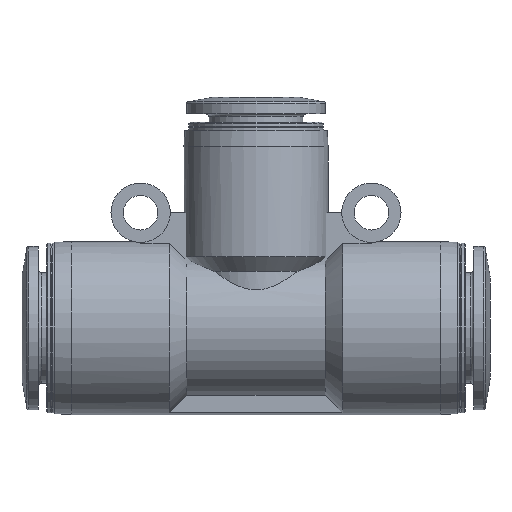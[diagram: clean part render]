
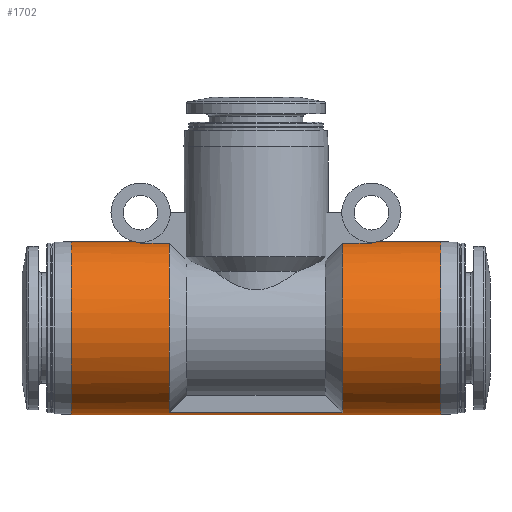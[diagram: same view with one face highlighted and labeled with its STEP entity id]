
A CAD part, front view. The second image highlights one B-rep face of the part: STEP entity #1702.
In plain terms, the highlighted cylindrical face has radius 10.5 mm (diameter 21 mm), a full revolution.
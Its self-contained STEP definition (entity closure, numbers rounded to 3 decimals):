
#66=LINE('',#2406,#96);
#72=LINE('',#2427,#102);
#76=LINE('',#2447,#106);
#77=LINE('',#2464,#107);
#84=LINE('',#2525,#114);
#85=LINE('',#2541,#115);
#96=VECTOR('',#1981,1000.);
#102=VECTOR('',#1993,1000.);
#106=VECTOR('',#2001,1000.);
#107=VECTOR('',#2004,1000.);
#114=VECTOR('',#2043,1000.);
#115=VECTOR('',#2050,1000.);
#135=B_SPLINE_CURVE_WITH_KNOTS('',3,(#2530,#2531,#2532,#2533,#2534,#2535,
#2536,#2537,#2538),.UNSPECIFIED.,.F.,.F.,(4,1,1,1,1,1,4),(0.002,
0.002,0.003,0.004,0.005,
0.005,0.005),.UNSPECIFIED.);
#136=B_SPLINE_CURVE_WITH_KNOTS('',3,(#2542,#2543,#2544,#2545,#2546,#2547,
#2548,#2549,#2550),.UNSPECIFIED.,.F.,.F.,(4,1,1,1,1,1,4),(0.005,
0.006,0.006,0.007,0.008,
0.009,0.009),.UNSPECIFIED.);
#142=CYLINDRICAL_SURFACE('',#1810,10.5);
#241=ORIENTED_EDGE('',*,*,#497,.F.);
#242=ORIENTED_EDGE('',*,*,#498,.F.);
#243=ORIENTED_EDGE('',*,*,#499,.T.);
#244=ORIENTED_EDGE('',*,*,#466,.T.);
#245=ORIENTED_EDGE('',*,*,#500,.F.);
#246=ORIENTED_EDGE('',*,*,#501,.F.);
#247=ORIENTED_EDGE('',*,*,#502,.F.);
#248=ORIENTED_EDGE('',*,*,#477,.F.);
#249=ORIENTED_EDGE('',*,*,#490,.T.);
#250=ORIENTED_EDGE('',*,*,#503,.T.);
#251=ORIENTED_EDGE('',*,*,#482,.F.);
#252=ORIENTED_EDGE('',*,*,#473,.F.);
#253=ORIENTED_EDGE('',*,*,#496,.F.);
#254=ORIENTED_EDGE('',*,*,#504,.F.);
#255=ORIENTED_EDGE('',*,*,#494,.F.);
#256=ORIENTED_EDGE('',*,*,#457,.T.);
#257=ORIENTED_EDGE('',*,*,#505,.F.);
#258=ORIENTED_EDGE('',*,*,#506,.T.);
#457=EDGE_CURVE('',#593,#592,#66,.T.);
#466=EDGE_CURVE('',#601,#600,#72,.T.);
#473=EDGE_CURVE('',#606,#607,#76,.T.);
#477=EDGE_CURVE('',#609,#610,#77,.T.);
#482=EDGE_CURVE('',#607,#612,#693,.T.);
#490=EDGE_CURVE('',#609,#617,#696,.T.);
#494=EDGE_CURVE('',#593,#618,#698,.T.);
#496=EDGE_CURVE('',#619,#606,#699,.T.);
#497=EDGE_CURVE('',#620,#592,#700,.T.);
#498=EDGE_CURVE('',#621,#620,#84,.T.);
#499=EDGE_CURVE('',#621,#601,#701,.T.);
#500=EDGE_CURVE('',#622,#600,#702,.T.);
#501=EDGE_CURVE('',#623,#622,#135,.T.);
#502=EDGE_CURVE('',#610,#623,#703,.T.);
#503=EDGE_CURVE('',#617,#612,#85,.T.);
#504=EDGE_CURVE('',#618,#619,#136,.T.);
#505=EDGE_CURVE('',#624,#624,#704,.T.);
#506=EDGE_CURVE('',#625,#625,#705,.T.);
#592=VERTEX_POINT('',#2405);
#593=VERTEX_POINT('',#2407);
#600=VERTEX_POINT('',#2426);
#601=VERTEX_POINT('',#2428);
#606=VERTEX_POINT('',#2446);
#607=VERTEX_POINT('',#2448);
#609=VERTEX_POINT('',#2463);
#610=VERTEX_POINT('',#2465);
#612=VERTEX_POINT('',#2475);
#617=VERTEX_POINT('',#2509);
#618=VERTEX_POINT('',#2516);
#619=VERTEX_POINT('',#2520);
#620=VERTEX_POINT('',#2524);
#621=VERTEX_POINT('',#2526);
#622=VERTEX_POINT('',#2529);
#623=VERTEX_POINT('',#2539);
#624=VERTEX_POINT('',#2552);
#625=VERTEX_POINT('',#2554);
#693=CIRCLE('',#1798,10.5);
#696=CIRCLE('',#1803,10.5);
#698=CIRCLE('',#1807,10.5);
#699=CIRCLE('',#1809,10.5);
#700=CIRCLE('',#1811,10.5);
#701=CIRCLE('',#1812,10.5);
#702=CIRCLE('',#1813,10.5);
#703=CIRCLE('',#1814,10.5);
#704=CIRCLE('',#1815,10.5);
#705=CIRCLE('',#1816,10.5);
#783=EDGE_LOOP('',(#241,#242,#243,#244,#245,#246,#247,#248,#249,#250,#251,
#252,#253,#254,#255,#256));
#784=EDGE_LOOP('',(#257));
#785=EDGE_LOOP('',(#258));
#935=FACE_BOUND('',#783,.T.);
#936=FACE_BOUND('',#784,.T.);
#937=FACE_BOUND('',#785,.T.);
#1702=ADVANCED_FACE('',(#935,#936,#937),#142,.T.);
#1798=AXIS2_PLACEMENT_3D('',#2476,#2011,#2012);
#1803=AXIS2_PLACEMENT_3D('',#2510,#2022,#2023);
#1807=AXIS2_PLACEMENT_3D('',#2517,#2032,#2033);
#1809=AXIS2_PLACEMENT_3D('',#2521,#2037,#2038);
#1810=AXIS2_PLACEMENT_3D('',#2522,#2039,#2040);
#1811=AXIS2_PLACEMENT_3D('',#2523,#2041,#2042);
#1812=AXIS2_PLACEMENT_3D('',#2527,#2044,#2045);
#1813=AXIS2_PLACEMENT_3D('',#2528,#2046,#2047);
#1814=AXIS2_PLACEMENT_3D('',#2540,#2048,#2049);
#1815=AXIS2_PLACEMENT_3D('',#2551,#2051,#2052);
#1816=AXIS2_PLACEMENT_3D('',#2553,#2053,#2054);
#1981=DIRECTION('',(1.,0.,0.));
#1993=DIRECTION('',(1.,0.,0.));
#2001=DIRECTION('',(1.,0.,0.));
#2004=DIRECTION('',(1.,0.,0.));
#2011=DIRECTION('',(1.,0.,0.));
#2012=DIRECTION('',(0.,0.,-1.));
#2022=DIRECTION('',(1.,0.,0.));
#2023=DIRECTION('',(0.,0.,-1.));
#2032=DIRECTION('',(1.,0.,0.));
#2033=DIRECTION('',(0.,0.,-1.));
#2037=DIRECTION('',(1.,0.,0.));
#2038=DIRECTION('',(0.,0.,-1.));
#2039=DIRECTION('',(1.,0.,0.));
#2040=DIRECTION('',(0.,0.,-1.));
#2041=DIRECTION('',(1.,0.,0.));
#2042=DIRECTION('',(0.,0.,-1.));
#2043=DIRECTION('',(-1.,0.,0.));
#2044=DIRECTION('',(1.,0.,0.));
#2045=DIRECTION('',(0.,0.,-1.));
#2046=DIRECTION('',(-1.,0.,0.));
#2047=DIRECTION('',(0.,0.,1.));
#2048=DIRECTION('',(-1.,0.,0.));
#2049=DIRECTION('',(0.,0.,1.));
#2050=DIRECTION('',(-1.,0.,0.));
#2051=DIRECTION('',(1.,0.,0.));
#2052=DIRECTION('',(0.,0.,-1.));
#2053=DIRECTION('',(1.,0.,0.));
#2054=DIRECTION('',(0.,0.,-1.));
#2405=CARTESIAN_POINT('',(-10.5,2.1,10.288));
#2406=CARTESIAN_POINT('',(28.4,2.1,10.288));
#2407=CARTESIAN_POINT('',(-14.,2.1,10.288));
#2426=CARTESIAN_POINT('',(14.,2.1,10.288));
#2427=CARTESIAN_POINT('',(28.4,2.1,10.288));
#2428=CARTESIAN_POINT('',(10.5,2.1,10.288));
#2446=CARTESIAN_POINT('',(-14.,-2.1,10.288));
#2447=CARTESIAN_POINT('',(28.4,-2.1,10.288));
#2448=CARTESIAN_POINT('',(-10.5,-2.1,10.288));
#2463=CARTESIAN_POINT('',(10.5,-2.1,10.288));
#2464=CARTESIAN_POINT('',(28.4,-2.1,10.288));
#2465=CARTESIAN_POINT('',(14.,-2.1,10.288));
#2475=CARTESIAN_POINT('',(-10.5,-2.1,-10.288));
#2476=CARTESIAN_POINT('',(-10.5,0.,0.));
#2509=CARTESIAN_POINT('',(10.5,-2.1,-10.288));
#2510=CARTESIAN_POINT('',(10.5,0.,0.));
#2516=CARTESIAN_POINT('',(-14.,1.446,10.4));
#2517=CARTESIAN_POINT('',(-14.,0.,0.));
#2520=CARTESIAN_POINT('',(-14.,-1.446,10.4));
#2521=CARTESIAN_POINT('',(-14.,0.,0.));
#2522=CARTESIAN_POINT('',(28.4,0.,0.));
#2523=CARTESIAN_POINT('',(-10.5,0.,0.));
#2524=CARTESIAN_POINT('',(-10.5,2.1,-10.288));
#2525=CARTESIAN_POINT('',(10.5,2.1,-10.288));
#2526=CARTESIAN_POINT('',(10.5,2.1,-10.288));
#2527=CARTESIAN_POINT('',(10.5,0.,0.));
#2528=CARTESIAN_POINT('',(14.,0.,0.));
#2529=CARTESIAN_POINT('',(14.,1.446,10.4));
#2530=CARTESIAN_POINT('',(14.,-1.446,10.4));
#2531=CARTESIAN_POINT('',(14.154,-1.446,10.4));
#2532=CARTESIAN_POINT('',(14.443,-1.292,10.422));
#2533=CARTESIAN_POINT('',(14.766,-0.764,10.479));
#2534=CARTESIAN_POINT('',(14.894,0.001,10.514));
#2535=CARTESIAN_POINT('',(14.766,0.764,10.479));
#2536=CARTESIAN_POINT('',(14.443,1.293,10.422));
#2537=CARTESIAN_POINT('',(14.153,1.446,10.4));
#2538=CARTESIAN_POINT('',(14.,1.446,10.4));
#2539=CARTESIAN_POINT('',(14.,-1.446,10.4));
#2540=CARTESIAN_POINT('',(14.,0.,0.));
#2541=CARTESIAN_POINT('',(10.5,-2.1,-10.288));
#2542=CARTESIAN_POINT('',(-14.,1.446,10.4));
#2543=CARTESIAN_POINT('',(-14.153,1.446,10.4));
#2544=CARTESIAN_POINT('',(-14.443,1.293,10.422));
#2545=CARTESIAN_POINT('',(-14.765,0.766,10.479));
#2546=CARTESIAN_POINT('',(-14.894,0.002,10.514));
#2547=CARTESIAN_POINT('',(-14.766,-0.763,10.479));
#2548=CARTESIAN_POINT('',(-14.443,-1.292,10.422));
#2549=CARTESIAN_POINT('',(-14.154,-1.446,10.4));
#2550=CARTESIAN_POINT('',(-14.,-1.446,10.4));
#2551=CARTESIAN_POINT('',(22.4,0.,0.));
#2552=CARTESIAN_POINT('',(22.4,0.,-10.5));
#2553=CARTESIAN_POINT('',(-22.4,0.,0.));
#2554=CARTESIAN_POINT('',(-22.4,0.,-10.5));
